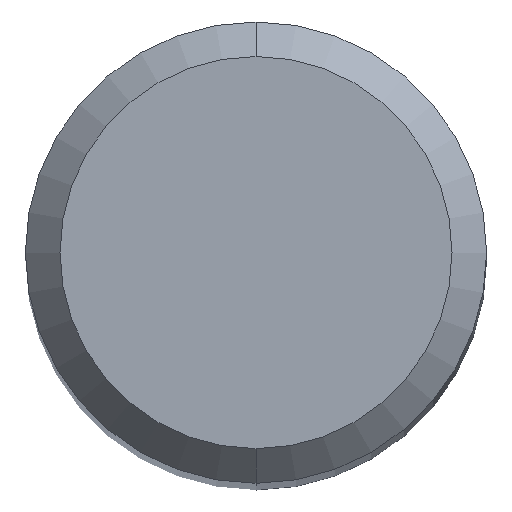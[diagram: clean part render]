
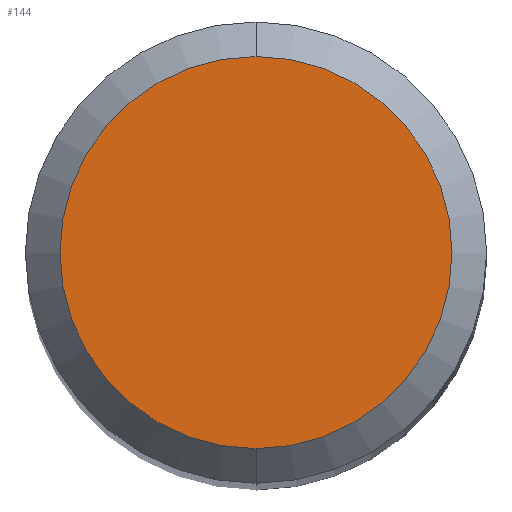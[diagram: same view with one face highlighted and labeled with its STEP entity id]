
A CAD part, top view. The second image highlights one B-rep face of the part: STEP entity #144.
In plain terms, the highlighted planar face has unit normal (0, 0, 1).
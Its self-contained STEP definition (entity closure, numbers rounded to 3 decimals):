
#108=VERTEX_POINT('',#245);
#144=ADVANCED_FACE('',(#285),#286,.T.);
#168=EDGE_CURVE('',#172,#108,#313,.T.);
#172=VERTEX_POINT('',#318);
#206=EDGE_CURVE('',#108,#172,#359,.T.);
#245=CARTESIAN_POINT('',(0.0,1.7,0.0));
#285=FACE_OUTER_BOUND('',#446,.T.);
#286=PLANE('',#447);
#313=CIRCLE('',#482,1.7);
#318=CARTESIAN_POINT('',(0.,-1.7,0.0));
#359=CIRCLE('',#537,1.7);
#446=EDGE_LOOP('',(#606,#607));
#447=AXIS2_PLACEMENT_3D('',#608,#609,#610);
#482=AXIS2_PLACEMENT_3D('',#639,#640,#641);
#537=AXIS2_PLACEMENT_3D('',#708,#709,#710);
#606=ORIENTED_EDGE('',*,*,#206,.F.);
#607=ORIENTED_EDGE('',*,*,#168,.F.);
#608=CARTESIAN_POINT('',(0.0,0.85,0.0));
#609=DIRECTION('',(-0.0,0.0,1.0));
#610=DIRECTION('',(0.0,-1.0,0.0));
#639=CARTESIAN_POINT('',(0.0,0.0,0.0));
#640=DIRECTION('',(0.0,0.0,-1.0));
#641=DIRECTION('',(0.0,1.0,0.0));
#708=CARTESIAN_POINT('',(0.0,0.0,0.0));
#709=DIRECTION('',(0.0,0.0,-1.0));
#710=DIRECTION('',(0.0,1.0,0.0));
